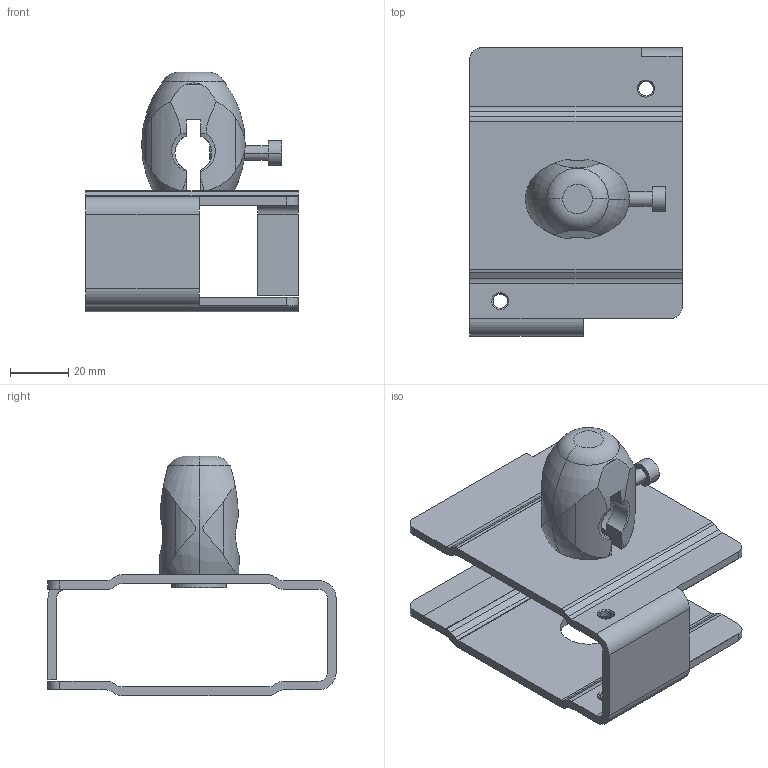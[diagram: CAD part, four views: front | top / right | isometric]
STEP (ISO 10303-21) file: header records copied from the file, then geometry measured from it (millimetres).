
FILE_DESCRIPTION(('STEP AP242'),'1');
FILE_NAME('bracket_xuzx2004.stp','2021-06-09T15:46:17',('TraceParts'),('TraceParts S.A.'),'Spatial InterOp 3D',' ',' ');
FILE_SCHEMA(('AP242_MANAGED_MODEL_BASED_3D_ENGINEERING_MIM_LF {1 0 10303 442 1 1 4}'));
Length unit declared in the file: millimetre
Products named in the file (1): bracket_xuzx2004_1
Bounding box: 73 x 99 x 82.22 mm (x, y, z)
Volume: 66309.3 mm3; surface area: 39770.9 mm2
Topology: 3 solids, 3 shells, 177 faces, 486 edges, 316 vertices
Faces by surface type: cylinder 81, plane 70, cone 18, torus 8
Entity records: 6587 total; most frequent: CARTESIAN_POINT 1952, DIRECTION 987, ORIENTED_EDGE 972, EDGE_CURVE 486, AXIS2_PLACEMENT_3D 364, VERTEX_POINT 316, LINE 259, VECTOR 259
